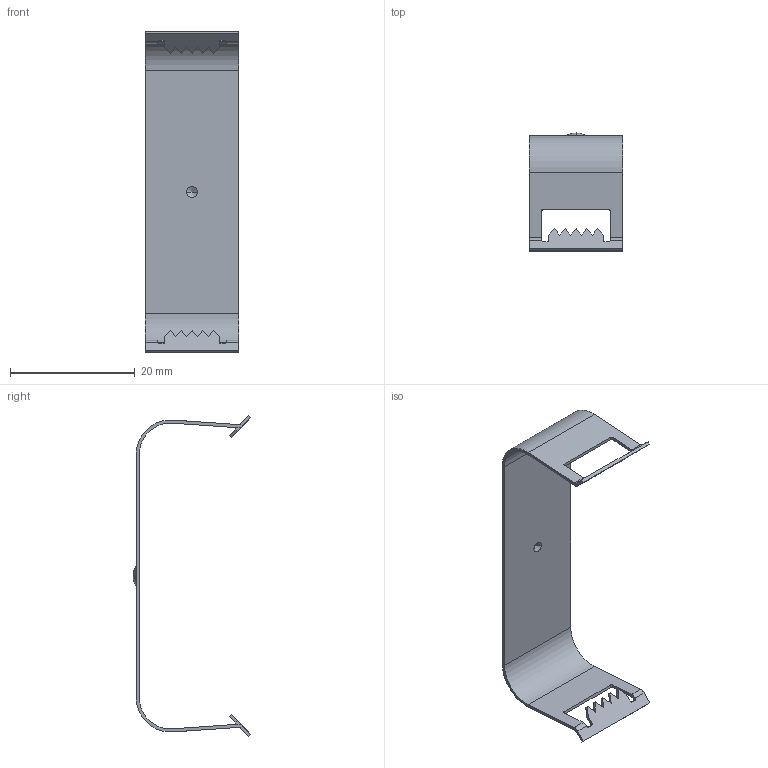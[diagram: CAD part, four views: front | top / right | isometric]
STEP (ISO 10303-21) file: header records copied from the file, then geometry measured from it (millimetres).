
FILE_DESCRIPTION(('CoCreate Modeling STEP Export'),'2;1');
FILE_NAME('6116116.stp','2016-10-07T15:17:11',(''),(''),'CoCreate Modeling STEP processor for AP214 (Solid Model)','CoCreate Modeling 16.00D 29-May-2009 (C) Parametric Technology GmbH','');
FILE_SCHEMA(('AUTOMOTIVE_DESIGN { 1 0 10303 214 1 1 1 1 }'));
Length unit declared in the file: millimetre
Products named in the file (1): Oberteilklammer45
Bounding box: 15 x 18.89 x 51.48 mm (x, y, z)
Volume: 577.1 mm3; surface area: 2443.4 mm2
Topology: 1 solids, 1 shells, 75 faces, 231 edges, 152 vertices
Faces by surface type: plane 48, cylinder 23, sphere 2, cone 2
Entity records: 2534 total; most frequent: ORIENTED_EDGE 454, CARTESIAN_POINT 446, DIRECTION 413, EDGE_CURVE 227, VECTOR 175, LINE 175, VERTEX_POINT 152, AXIS2_PLACEMENT_3D 119
